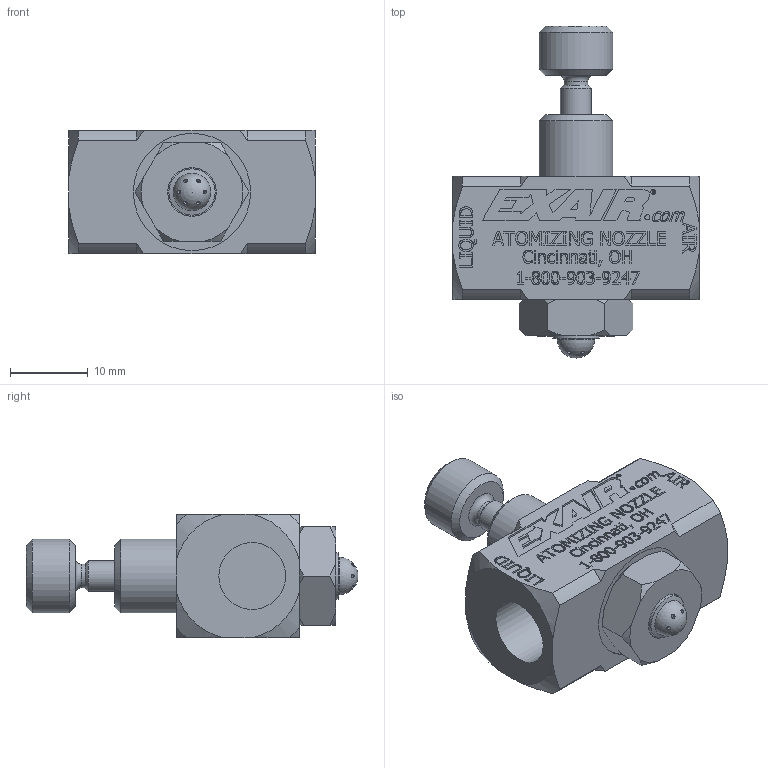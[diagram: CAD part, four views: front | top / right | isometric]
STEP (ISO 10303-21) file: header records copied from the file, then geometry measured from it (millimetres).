
FILE_DESCRIPTION(/* description */ (''),/* implementation_level */ '2;1');
FILE_NAME(/* name */ 'AW8010SS.stp',/* time_stamp */ '2017-03-27T12:03:42-04:00',/* author */ ('Adam Laub'),/* organization */ (''),/* preprocessor_version */ 'ST-DEVELOPER v16.5',/* originating_system */ 'Autodesk Inventor 2017',/* authorisation */ '');
FILE_SCHEMA (('AUTOMOTIVE_DESIGN { 1 0 10303 214 3 1 1 }'));
Length unit declared in the file: inch
Products named in the file (6): AW8010SS; 901802-DIM; 901804-DIM; 901803; 901748-DIM; 901750-W10-DIM
Assembly tree (5 placements, depth 2):
  AW8010SS
    901802-DIM
    901804-DIM
    901803
    901748-DIM
    901750-W10-DIM
Bounding box: 31.75 x 42.77 x 15.88 mm (x, y, z)
Volume: 9045 mm3; surface area: 5081.1 mm2
Topology: 5 solids, 7 shells, 1353 faces, 3606 edges, 2401 vertices
Faces by surface type: plane 823, bspline 441, cylinder 49, cone 38, torus 1, sphere 1
Full cylindrical faces by diameter (mm): 0.508 x6, 1.981 x1, 3.048 x1, 3.607 x1, 4.006 x1, 5.842 x2, 5.969 x1, 6.159 x1, 6.248 x1, 6.35 x1, 7.95 x1, 8.204 x1, 8.611 x2, 9.525 x3, 9.922 x1, 11.112 x1, 15.088 x1
Entity records: 44197 total; most frequent: CARTESIAN_POINT 13618, ORIENTED_EDGE 7112, DIRECTION 4560, EDGE_CURVE 3556, LINE 2494, VECTOR 2494, VERTEX_POINT 2389, EDGE_LOOP 1525
